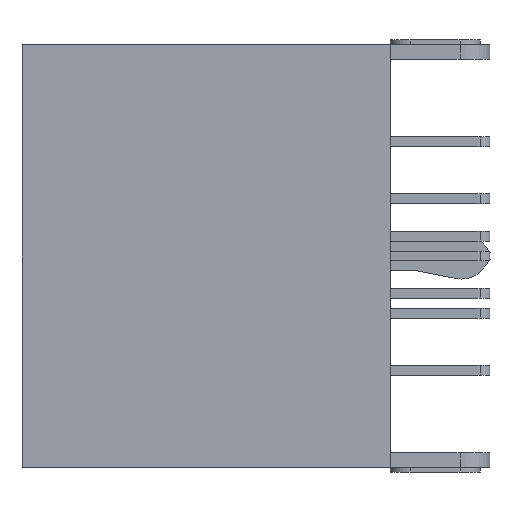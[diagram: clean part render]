
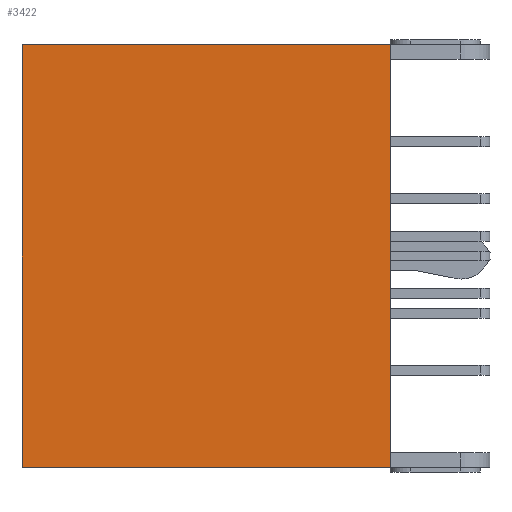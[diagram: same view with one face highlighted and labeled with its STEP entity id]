
A CAD part, left-side view. The second image highlights one B-rep face of the part: STEP entity #3422.
In plain terms, the highlighted planar face has unit normal (-1, 0, 0).
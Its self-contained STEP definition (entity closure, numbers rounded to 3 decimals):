
#610 = CARTESIAN_POINT ( 'NONE',  ( -12.5, -6.5, 7.4 ) ) ;
#982 = VERTEX_POINT ( 'NONE', #7208 ) ;
#1332 = LINE ( 'NONE', #4352, #2986 ) ;
#1380 = LINE ( 'NONE', #5471, #5964 ) ;
#1387 = CARTESIAN_POINT ( 'NONE',  ( -12.5, -6.5, 7.4 ) ) ;
#1587 = ORIENTED_EDGE ( 'NONE', *, *, #8013, .F. ) ;
#1634 = DIRECTION ( 'NONE',  ( 0., 0., 1. ) ) ;
#1651 = EDGE_CURVE ( 'NONE', #4201, #982, #2833, .T. ) ;
#2304 = LINE ( 'NONE', #5519, #5244 ) ;
#2833 = LINE ( 'NONE', #610, #7517 ) ;
#2887 = DIRECTION ( 'NONE',  ( 0., 0., 1. ) ) ;
#2986 = VECTOR ( 'NONE', #6775, 1000. ) ;
#3422 = ADVANCED_FACE ( 'NONE', ( #7526 ), #5929, .T. ) ;
#3601 = EDGE_LOOP ( 'NONE', ( #1587, #7245, #4086, #7518 ) ) ;
#4051 = CARTESIAN_POINT ( 'NONE',  ( -12.5, 6.4, -7.4 ) ) ;
#4086 = ORIENTED_EDGE ( 'NONE', *, *, #1651, .F. ) ;
#4177 = VERTEX_POINT ( 'NONE', #5673 ) ;
#4201 = VERTEX_POINT ( 'NONE', #1387 ) ;
#4352 = CARTESIAN_POINT ( 'NONE',  ( -12.5, 6.4, 7.4 ) ) ;
#4493 = AXIS2_PLACEMENT_3D ( 'NONE', #7906, #7173, #2887 ) ;
#4580 = EDGE_CURVE ( 'NONE', #4177, #4201, #1332, .T. ) ;
#4888 = DIRECTION ( 'NONE',  ( 0., 0., -1. ) ) ;
#5244 = VECTOR ( 'NONE', #8048, 1000. ) ;
#5471 = CARTESIAN_POINT ( 'NONE',  ( -12.5, 6.4, 7.4 ) ) ;
#5519 = CARTESIAN_POINT ( 'NONE',  ( -12.5, 6.4, -7.4 ) ) ;
#5673 = CARTESIAN_POINT ( 'NONE',  ( -12.5, 6.4, 7.4 ) ) ;
#5929 = PLANE ( 'NONE',  #4493 ) ;
#5964 = VECTOR ( 'NONE', #1634, 1000. ) ;
#6393 = EDGE_CURVE ( 'NONE', #982, #6923, #2304, .T. ) ;
#6775 = DIRECTION ( 'NONE',  ( 0., -1., 0. ) ) ;
#6923 = VERTEX_POINT ( 'NONE', #4051 ) ;
#7173 = DIRECTION ( 'NONE',  ( -1., 0., 0. ) ) ;
#7208 = CARTESIAN_POINT ( 'NONE',  ( -12.5, -6.5, -7.4 ) ) ;
#7245 = ORIENTED_EDGE ( 'NONE', *, *, #6393, .F. ) ;
#7517 = VECTOR ( 'NONE', #4888, 1000. ) ;
#7518 = ORIENTED_EDGE ( 'NONE', *, *, #4580, .F. ) ;
#7526 = FACE_OUTER_BOUND ( 'NONE', #3601, .T. ) ;
#7906 = CARTESIAN_POINT ( 'NONE',  ( -12.5, 6.4, 7.4 ) ) ;
#8013 = EDGE_CURVE ( 'NONE', #6923, #4177, #1380, .T. ) ;
#8048 = DIRECTION ( 'NONE',  ( 0., 1., 0. ) ) ;
